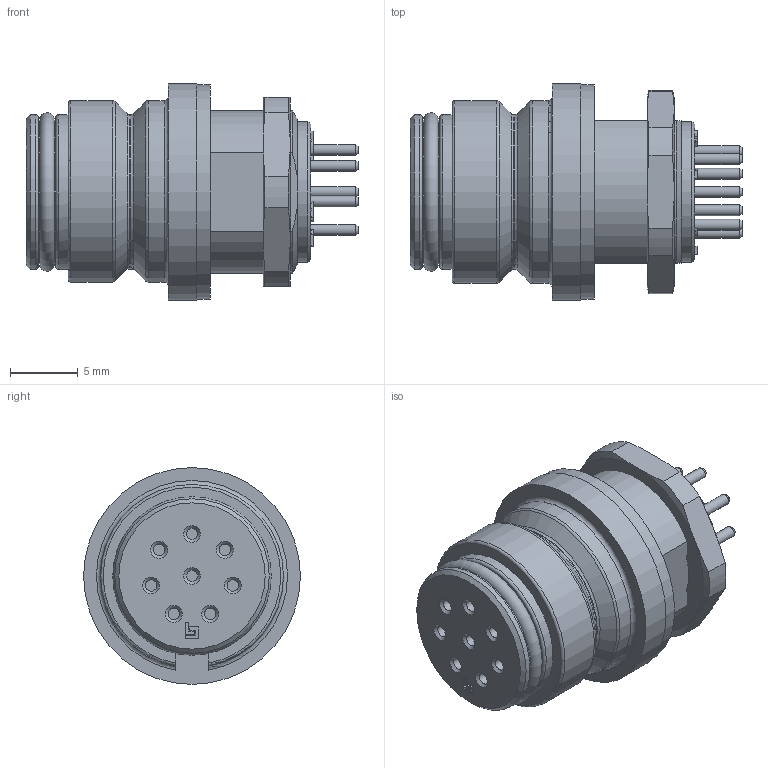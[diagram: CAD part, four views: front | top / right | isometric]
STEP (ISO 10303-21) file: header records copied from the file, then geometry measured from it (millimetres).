
FILE_DESCRIPTION(/* description */ (''),/* implementation_level */ '2;1');
FILE_NAME(/* name */ '99_9128_090_08_001_00.stp',/* time_stamp */ '2015-03-16T08:42:10+01:00',/* author */ (''),/* organization */ (''),/* preprocessor_version */ 'ST-DEVELOPER v14',/* originating_system */ 'SIEMENS PLM Software NX 8.0',/* authorisation */ '');
FILE_SCHEMA (('AUTOMOTIVE_DESIGN { 1 0 10303 214 3 1 1 1 }'));
Length unit declared in the file: millimetre
Products named in the file (1): cerl0C58C401angi
Bounding box: 24.5 x 16 x 16 mm (x, y, z)
Volume: 2752.9 mm3; surface area: 1970.4 mm2
Topology: 2 solids, 2 shells, 224 faces, 512 edges, 336 vertices
Faces by surface type: plane 91, extrusion 46, cylinder 44, cone 34, torus 9
Full cylindrical faces by diameter (mm): 0.8 x8, 0.85 x8, 1.35 x8, 10.4 x1, 10.6 x2, 10.917 x1, 11.4 x2, 15.8 x1, 16 x1
Entity records: 7016 total; most frequent: CARTESIAN_POINT 2446, ORIENTED_EDGE 880, DIRECTION 809, EDGE_CURVE 440, EDGE_LOOP 323, VERTEX_POINT 317, AXIS2_PLACEMENT_3D 310, ADVANCED_FACE 224
